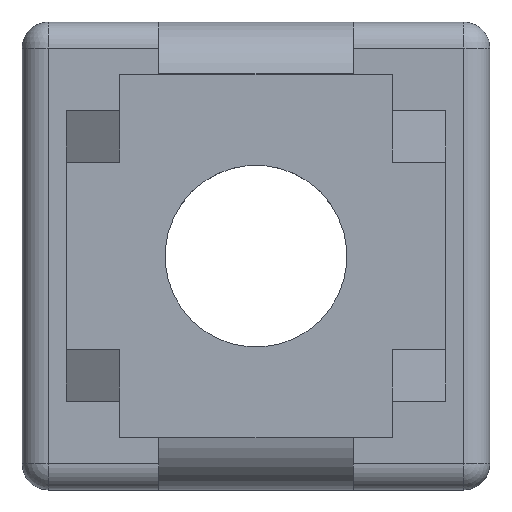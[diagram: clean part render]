
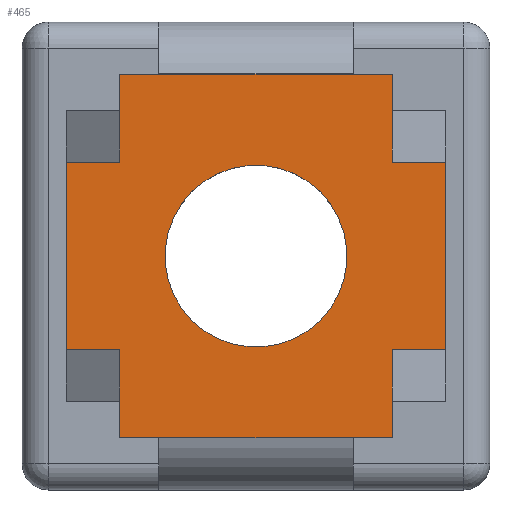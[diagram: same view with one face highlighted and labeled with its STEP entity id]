
A CAD part, top view. The second image highlights one B-rep face of the part: STEP entity #465.
In plain terms, the highlighted planar face has unit normal (0, 0, 1).
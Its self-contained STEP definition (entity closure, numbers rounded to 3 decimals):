
#327=CARTESIAN_POINT('',(-13.191,-11.5,2.006));
#328=DIRECTION('',(0.,0.,1.));
#329=DIRECTION('',(-1.,0.,0.));
#330=AXIS2_PLACEMENT_3D('',#327,#328,#329);
#331=PLANE('',#330);
#332=CARTESIAN_POINT('',(0.784,-9.025,2.006));
#333=VERTEX_POINT('',#332);
#334=CARTESIAN_POINT('',(-1.691,-11.5,2.006));
#335=DIRECTION('',(0.,0.,1.));
#336=DIRECTION('',(0.707,0.707,-0.));
#337=AXIS2_PLACEMENT_3D('',#334,#335,#336);
#338=CIRCLE('',#337,3.5);
#339=EDGE_CURVE('',#333,#333,#338,.T.);
#340=ORIENTED_EDGE('',*,*,#339,.F.);
#341=EDGE_LOOP('',(#340));
#342=FACE_BOUND('',#341,.T.);
#343=CARTESIAN_POINT('',(3.559,-16.125,2.006));
#344=VERTEX_POINT('',#343);
#345=CARTESIAN_POINT('',(3.559,-18.5,2.006));
#346=VERTEX_POINT('',#345);
#347=CARTESIAN_POINT('',(3.559,-16.125,2.006));
#348=DIRECTION('',(0.,-1.,0.));
#349=VECTOR('',#348,2.375);
#350=LINE('',#347,#349);
#351=EDGE_CURVE('',#344,#346,#350,.T.);
#352=ORIENTED_EDGE('',*,*,#351,.F.);
#353=CARTESIAN_POINT('',(3.559,-15.1,2.006));
#354=VERTEX_POINT('',#353);
#355=CARTESIAN_POINT('',(3.559,-15.1,2.006));
#356=DIRECTION('',(0.,-1.,0.));
#357=VECTOR('',#356,1.025);
#358=LINE('',#355,#357);
#359=EDGE_CURVE('',#354,#344,#358,.T.);
#360=ORIENTED_EDGE('',*,*,#359,.F.);
#361=CARTESIAN_POINT('',(5.609,-15.1,2.006));
#362=VERTEX_POINT('',#361);
#363=CARTESIAN_POINT('',(5.609,-15.1,2.006));
#364=DIRECTION('',(-1.,0.,0.));
#365=VECTOR('',#364,2.05);
#366=LINE('',#363,#365);
#367=EDGE_CURVE('',#362,#354,#366,.T.);
#368=ORIENTED_EDGE('',*,*,#367,.F.);
#369=CARTESIAN_POINT('',(5.609,-11.5,2.006));
#370=VERTEX_POINT('',#369);
#371=CARTESIAN_POINT('',(5.609,-11.5,2.006));
#372=DIRECTION('',(-0.,-1.,0.));
#373=VECTOR('',#372,3.6);
#374=LINE('',#371,#373);
#375=EDGE_CURVE('',#370,#362,#374,.T.);
#376=ORIENTED_EDGE('',*,*,#375,.F.);
#377=CARTESIAN_POINT('',(5.609,-7.9,2.006));
#378=VERTEX_POINT('',#377);
#379=CARTESIAN_POINT('',(5.609,-7.9,2.006));
#380=DIRECTION('',(-0.,-1.,0.));
#381=VECTOR('',#380,3.6);
#382=LINE('',#379,#381);
#383=EDGE_CURVE('',#378,#370,#382,.T.);
#384=ORIENTED_EDGE('',*,*,#383,.F.);
#385=CARTESIAN_POINT('',(3.559,-7.9,2.006));
#386=VERTEX_POINT('',#385);
#387=CARTESIAN_POINT('',(3.559,-7.9,2.006));
#388=DIRECTION('',(1.,-0.,-0.));
#389=VECTOR('',#388,2.05);
#390=LINE('',#387,#389);
#391=EDGE_CURVE('',#386,#378,#390,.T.);
#392=ORIENTED_EDGE('',*,*,#391,.F.);
#393=CARTESIAN_POINT('',(3.559,-6.875,2.006));
#394=VERTEX_POINT('',#393);
#395=CARTESIAN_POINT('',(3.559,-6.875,2.006));
#396=DIRECTION('',(0.,-1.,0.));
#397=VECTOR('',#396,1.025);
#398=LINE('',#395,#397);
#399=EDGE_CURVE('',#394,#386,#398,.T.);
#400=ORIENTED_EDGE('',*,*,#399,.F.);
#401=CARTESIAN_POINT('',(3.559,-4.5,2.006));
#402=VERTEX_POINT('',#401);
#403=CARTESIAN_POINT('',(3.559,-4.5,2.006));
#404=DIRECTION('',(0.,-1.,0.));
#405=VECTOR('',#404,2.375);
#406=LINE('',#403,#405);
#407=EDGE_CURVE('',#402,#394,#406,.T.);
#408=ORIENTED_EDGE('',*,*,#407,.F.);
#409=CARTESIAN_POINT('',(-6.941,-4.5,2.006));
#410=VERTEX_POINT('',#409);
#411=CARTESIAN_POINT('',(-6.941,-4.5,2.006));
#412=DIRECTION('',(1.,-0.,-0.));
#413=VECTOR('',#412,10.5);
#414=LINE('',#411,#413);
#415=EDGE_CURVE('',#410,#402,#414,.T.);
#416=ORIENTED_EDGE('',*,*,#415,.F.);
#417=CARTESIAN_POINT('',(-6.941,-7.9,2.006));
#418=VERTEX_POINT('',#417);
#419=CARTESIAN_POINT('',(-6.941,-7.9,2.006));
#420=DIRECTION('',(0.,1.,-0.));
#421=VECTOR('',#420,3.4);
#422=LINE('',#419,#421);
#423=EDGE_CURVE('',#418,#410,#422,.T.);
#424=ORIENTED_EDGE('',*,*,#423,.F.);
#425=CARTESIAN_POINT('',(-8.991,-7.9,2.006));
#426=VERTEX_POINT('',#425);
#427=CARTESIAN_POINT('',(-8.991,-7.9,2.006));
#428=DIRECTION('',(1.,-0.,-0.));
#429=VECTOR('',#428,2.05);
#430=LINE('',#427,#429);
#431=EDGE_CURVE('',#426,#418,#430,.T.);
#432=ORIENTED_EDGE('',*,*,#431,.F.);
#433=CARTESIAN_POINT('',(-8.991,-15.1,2.006));
#434=VERTEX_POINT('',#433);
#435=CARTESIAN_POINT('',(-8.991,-15.1,2.006));
#436=DIRECTION('',(0.,1.,0.));
#437=VECTOR('',#436,7.2);
#438=LINE('',#435,#437);
#439=EDGE_CURVE('',#434,#426,#438,.T.);
#440=ORIENTED_EDGE('',*,*,#439,.F.);
#441=CARTESIAN_POINT('',(-6.941,-15.1,2.006));
#442=VERTEX_POINT('',#441);
#443=CARTESIAN_POINT('',(-6.941,-15.1,2.006));
#444=DIRECTION('',(-1.,0.,0.));
#445=VECTOR('',#444,2.05);
#446=LINE('',#443,#445);
#447=EDGE_CURVE('',#442,#434,#446,.T.);
#448=ORIENTED_EDGE('',*,*,#447,.F.);
#449=CARTESIAN_POINT('',(-6.941,-18.5,2.006));
#450=VERTEX_POINT('',#449);
#451=CARTESIAN_POINT('',(-6.941,-18.5,2.006));
#452=DIRECTION('',(0.,1.,-0.));
#453=VECTOR('',#452,3.4);
#454=LINE('',#451,#453);
#455=EDGE_CURVE('',#450,#442,#454,.T.);
#456=ORIENTED_EDGE('',*,*,#455,.F.);
#457=CARTESIAN_POINT('',(3.559,-18.5,2.006));
#458=DIRECTION('',(-1.,0.,0.));
#459=VECTOR('',#458,10.5);
#460=LINE('',#457,#459);
#461=EDGE_CURVE('',#346,#450,#460,.T.);
#462=ORIENTED_EDGE('',*,*,#461,.F.);
#463=EDGE_LOOP('',(#352,#360,#368,#376,#384,#392,#400,#408,#416,#424,#432,#440,#448,#456,#462));
#464=FACE_BOUND('',#463,.T.);
#465=ADVANCED_FACE('',(#342,#464),#331,.T.);
